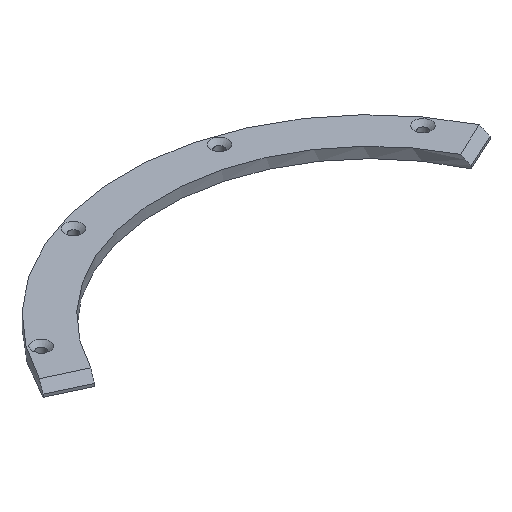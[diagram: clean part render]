
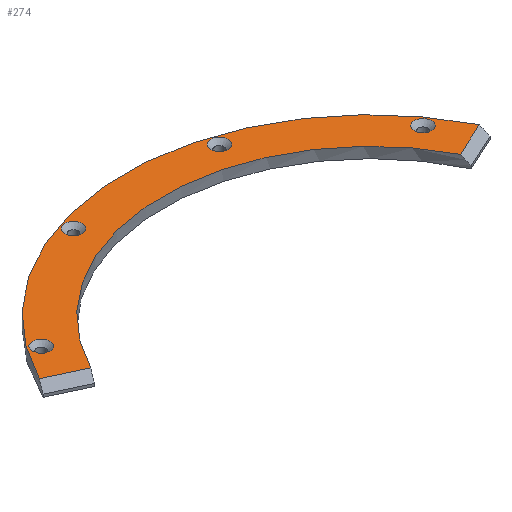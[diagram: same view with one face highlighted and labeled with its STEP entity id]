
A CAD part, isometric view. The second image highlights one B-rep face of the part: STEP entity #274.
In plain terms, the highlighted planar face has unit normal (0, 0, 1).
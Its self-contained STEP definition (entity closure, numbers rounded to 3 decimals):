
#25=FACE_BOUND('',#57,.T.);
#26=FACE_BOUND('',#58,.T.);
#27=FACE_BOUND('',#59,.T.);
#28=FACE_BOUND('',#60,.T.);
#33=PLANE('',#306);
#40=FACE_OUTER_BOUND('',#56,.T.);
#56=EDGE_LOOP('',(#197,#198,#199,#200));
#57=EDGE_LOOP('',(#201));
#58=EDGE_LOOP('',(#202));
#59=EDGE_LOOP('',(#203));
#60=EDGE_LOOP('',(#204));
#80=LINE('',#441,#98);
#81=LINE('',#445,#99);
#98=VECTOR('',#350,10.);
#99=VECTOR('',#353,10.);
#115=CIRCLE('',#304,3.25);
#117=CIRCLE('',#307,77.573);
#118=CIRCLE('',#308,92.);
#119=CIRCLE('',#309,3.25);
#120=CIRCLE('',#310,3.25);
#121=CIRCLE('',#311,3.25);
#131=VERTEX_POINT('',#433);
#133=VERTEX_POINT('',#439);
#134=VERTEX_POINT('',#440);
#135=VERTEX_POINT('',#442);
#136=VERTEX_POINT('',#444);
#137=VERTEX_POINT('',#447);
#138=VERTEX_POINT('',#449);
#139=VERTEX_POINT('',#451);
#155=EDGE_CURVE('',#131,#131,#115,.T.);
#158=EDGE_CURVE('',#133,#134,#80,.T.);
#159=EDGE_CURVE('',#133,#135,#117,.T.);
#160=EDGE_CURVE('',#136,#135,#81,.T.);
#161=EDGE_CURVE('',#136,#134,#118,.T.);
#162=EDGE_CURVE('',#137,#137,#119,.T.);
#163=EDGE_CURVE('',#138,#138,#120,.T.);
#164=EDGE_CURVE('',#139,#139,#121,.T.);
#197=ORIENTED_EDGE('',*,*,#158,.F.);
#198=ORIENTED_EDGE('',*,*,#159,.T.);
#199=ORIENTED_EDGE('',*,*,#160,.F.);
#200=ORIENTED_EDGE('',*,*,#161,.T.);
#201=ORIENTED_EDGE('',*,*,#162,.F.);
#202=ORIENTED_EDGE('',*,*,#163,.F.);
#203=ORIENTED_EDGE('',*,*,#164,.F.);
#204=ORIENTED_EDGE('',*,*,#155,.F.);
#274=ADVANCED_FACE('',(#40,#25,#26,#27,#28),#33,.T.);
#304=AXIS2_PLACEMENT_3D('',#434,#343,#344);
#306=AXIS2_PLACEMENT_3D('',#438,#348,#349);
#307=AXIS2_PLACEMENT_3D('',#443,#351,#352);
#308=AXIS2_PLACEMENT_3D('',#446,#354,#355);
#309=AXIS2_PLACEMENT_3D('',#448,#356,#357);
#310=AXIS2_PLACEMENT_3D('',#450,#358,#359);
#311=AXIS2_PLACEMENT_3D('',#452,#360,#361);
#343=DIRECTION('center_axis',(0.,0.,
1.));
#344=DIRECTION('ref_axis',(1.,0.,0.));
#348=DIRECTION('center_axis',(0.,0.,
1.));
#349=DIRECTION('ref_axis',(1.,0.,0.));
#350=DIRECTION('',(-0.906,0.423,0.));
#351=DIRECTION('center_axis',(0.,0.,
-1.));
#352=DIRECTION('ref_axis',(0.906,0.423,0.));
#353=DIRECTION('',(-0.906,-0.423,0.));
#354=DIRECTION('center_axis',(0.,0.,
1.));
#355=DIRECTION('ref_axis',(1.,0.,0.));
#356=DIRECTION('center_axis',(0.,0.,
1.));
#357=DIRECTION('ref_axis',(1.,0.,0.));
#358=DIRECTION('center_axis',(0.,0.,
1.));
#359=DIRECTION('ref_axis',(1.,0.,0.));
#360=DIRECTION('center_axis',(0.,0.,
1.));
#361=DIRECTION('ref_axis',(1.,0.,0.));
#433=CARTESIAN_POINT('',(67.943,201.725,33.));
#434=CARTESIAN_POINT('Origin',(71.193,201.725,33.));
#438=CARTESIAN_POINT('Origin',(0.,212.392,33.));
#439=CARTESIAN_POINT('',(-68.985,185.478,33.));
#440=CARTESIAN_POINT('',(-82.068,191.579,33.));
#441=CARTESIAN_POINT('',(-52.371,177.731,33.));
#442=CARTESIAN_POINT('',(68.985,185.478,33.));
#443=CARTESIAN_POINT('Origin',(0.,150.,33.));
#444=CARTESIAN_POINT('',(82.068,191.579,33.));
#445=CARTESIAN_POINT('',(45.833,174.683,33.));
#446=CARTESIAN_POINT('Origin',(0.,150.,33.));
#447=CARTESIAN_POINT('',(23.943,233.693,33.));
#448=CARTESIAN_POINT('Origin',(27.193,233.693,33.));
#449=CARTESIAN_POINT('',(-74.443,201.725,33.));
#450=CARTESIAN_POINT('Origin',(-71.193,201.725,33.));
#451=CARTESIAN_POINT('',(-30.443,233.693,33.));
#452=CARTESIAN_POINT('Origin',(-27.193,233.693,33.));
